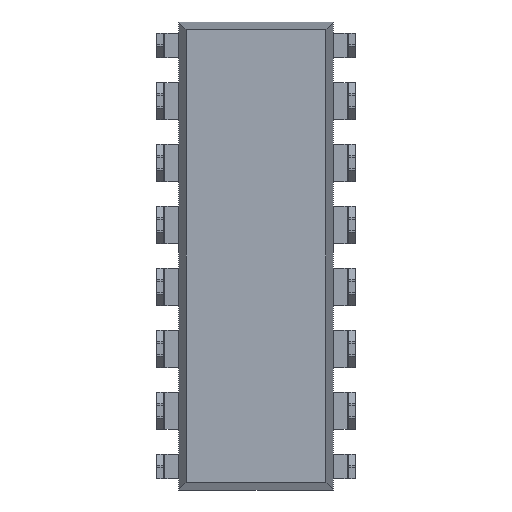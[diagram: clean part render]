
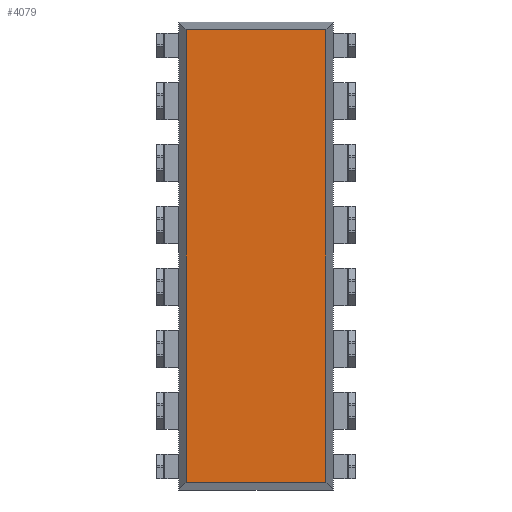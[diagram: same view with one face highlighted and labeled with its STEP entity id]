
A CAD part, front view. The second image highlights one B-rep face of the part: STEP entity #4079.
In plain terms, the highlighted planar face has unit normal (0, -1, 0).
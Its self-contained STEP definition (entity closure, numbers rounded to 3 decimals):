
#9 = VECTOR ( 'NONE', #2456, 1000. ) ;
#341 = EDGE_LOOP ( 'NONE', ( #5582, #1254, #4351, #6552 ) ) ;
#601 = LINE ( 'NONE', #7426, #3521 ) ;
#948 = VERTEX_POINT ( 'NONE', #1091 ) ;
#1091 = CARTESIAN_POINT ( 'NONE',  ( 2.866, 0.38, -9.281 ) ) ;
#1179 = DIRECTION ( 'NONE',  ( 0., -1., 0. ) ) ;
#1254 = ORIENTED_EDGE ( 'NONE', *, *, #4227, .T. ) ;
#2021 = CARTESIAN_POINT ( 'NONE',  ( 3.175, 0.38, 9.281 ) ) ;
#2060 = LINE ( 'NONE', #2021, #7178 ) ;
#2355 = CARTESIAN_POINT ( 'NONE',  ( 0., 0.38, 0. ) ) ;
#2413 = CARTESIAN_POINT ( 'NONE',  ( -2.866, 0.38, 9.59 ) ) ;
#2456 = DIRECTION ( 'NONE',  ( 0., 0., -1. ) ) ;
#3008 = FACE_OUTER_BOUND ( 'NONE', #341, .T. ) ;
#3283 = CARTESIAN_POINT ( 'NONE',  ( -2.866, 0.38, -9.281 ) ) ;
#3521 = VECTOR ( 'NONE', #6220, 1000. ) ;
#3805 = VERTEX_POINT ( 'NONE', #7558 ) ;
#3853 = PLANE ( 'NONE',  #6689 ) ;
#4079 = ADVANCED_FACE ( 'NONE', ( #3008 ), #3853, .T. ) ;
#4135 = LINE ( 'NONE', #6693, #6765 ) ;
#4227 = EDGE_CURVE ( 'NONE', #3805, #6694, #2060, .T. ) ;
#4351 = ORIENTED_EDGE ( 'NONE', *, *, #4597, .T. ) ;
#4597 = EDGE_CURVE ( 'NONE', #6694, #7923, #8068, .T. ) ;
#4855 = DIRECTION ( 'NONE',  ( 1., 0., 0. ) ) ;
#5219 = DIRECTION ( 'NONE',  ( -1., 0., 0. ) ) ;
#5411 = EDGE_CURVE ( 'NONE', #948, #3805, #601, .T. ) ;
#5555 = CARTESIAN_POINT ( 'NONE',  ( -2.866, 0.38, 9.281 ) ) ;
#5582 = ORIENTED_EDGE ( 'NONE', *, *, #5411, .T. ) ;
#6220 = DIRECTION ( 'NONE',  ( 0., 0., 1. ) ) ;
#6552 = ORIENTED_EDGE ( 'NONE', *, *, #7047, .T. ) ;
#6689 = AXIS2_PLACEMENT_3D ( 'NONE', #2355, #1179, #4855 ) ;
#6693 = CARTESIAN_POINT ( 'NONE',  ( -3.175, 0.38, -9.281 ) ) ;
#6694 = VERTEX_POINT ( 'NONE', #5555 ) ;
#6765 = VECTOR ( 'NONE', #7828, 1000. ) ;
#7047 = EDGE_CURVE ( 'NONE', #7923, #948, #4135, .T. ) ;
#7178 = VECTOR ( 'NONE', #5219, 1000. ) ;
#7426 = CARTESIAN_POINT ( 'NONE',  ( 2.866, 0.38, -9.59 ) ) ;
#7558 = CARTESIAN_POINT ( 'NONE',  ( 2.866, 0.38, 9.281 ) ) ;
#7828 = DIRECTION ( 'NONE',  ( 1., 0., 0. ) ) ;
#7923 = VERTEX_POINT ( 'NONE', #3283 ) ;
#8068 = LINE ( 'NONE', #2413, #9 ) ;
